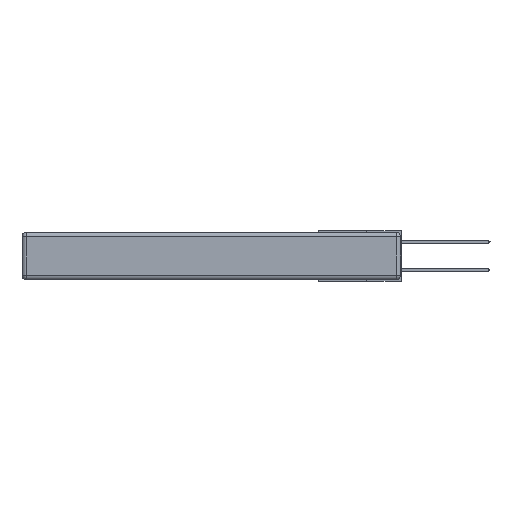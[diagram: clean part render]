
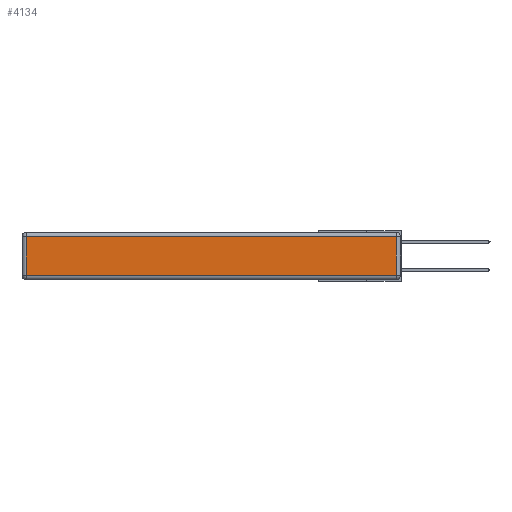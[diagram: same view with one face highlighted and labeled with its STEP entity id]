
A CAD part, left-side view. The second image highlights one B-rep face of the part: STEP entity #4134.
In plain terms, the highlighted planar face has unit normal (-1, 0, 0).
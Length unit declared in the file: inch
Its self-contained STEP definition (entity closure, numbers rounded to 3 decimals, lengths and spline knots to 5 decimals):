
#154 = CARTESIAN_POINT ( 'NONE',  ( 0., 0.03, -0.313 ) ) ;
#373 = CARTESIAN_POINT ( 'NONE',  ( 0., 0., -0.313 ) ) ;
#3417 = PLANE ( 'NONE',  #16424 ) ;
#4119 = CARTESIAN_POINT ( 'NONE',  ( 0., 2.75, -0.03 ) ) ;
#4134 = ADVANCED_FACE ( 'NONE', ( #18072 ), #3417, .T. ) ;
#5180 = DIRECTION ( 'NONE',  ( -1., 0., 0. ) ) ;
#5374 = LINE ( 'NONE', #373, #19830 ) ;
#5880 = DIRECTION ( 'NONE',  ( 0., 0., -1. ) ) ;
#5959 = VERTEX_POINT ( 'NONE', #9845 ) ;
#6249 = CARTESIAN_POINT ( 'NONE',  ( 0., 2.72, -0.313 ) ) ;
#7610 = VECTOR ( 'NONE', #12553, 39.37008 ) ;
#7897 = EDGE_LOOP ( 'NONE', ( #18225, #9926, #20260, #19568 ) ) ;
#9845 = CARTESIAN_POINT ( 'NONE',  ( 0., 2.72, -0.03 ) ) ;
#9922 = LINE ( 'NONE', #20928, #16999 ) ;
#9926 = ORIENTED_EDGE ( 'NONE', *, *, #11757, .T. ) ;
#9996 = VERTEX_POINT ( 'NONE', #154 ) ;
#10050 = CARTESIAN_POINT ( 'NONE',  ( 0., 0., -0.343 ) ) ;
#11000 = EDGE_CURVE ( 'NONE', #11863, #5959, #12032, .T. ) ;
#11204 = VECTOR ( 'NONE', #5880, 39.37008 ) ;
#11757 = EDGE_CURVE ( 'NONE', #9996, #11863, #9922, .T. ) ;
#11863 = VERTEX_POINT ( 'NONE', #19308 ) ;
#12032 = LINE ( 'NONE', #4119, #7610 ) ;
#12130 = EDGE_CURVE ( 'NONE', #5959, #19513, #18032, .T. ) ;
#12553 = DIRECTION ( 'NONE',  ( 0., 1., 0. ) ) ;
#12600 = DIRECTION ( 'NONE',  ( 0., 0., 1. ) ) ;
#13752 = DIRECTION ( 'NONE',  ( 0., -1., 0. ) ) ;
#14698 = EDGE_CURVE ( 'NONE', #19513, #9996, #5374, .T. ) ;
#15923 = CARTESIAN_POINT ( 'NONE',  ( 0., 2.72, -0.343 ) ) ;
#16424 = AXIS2_PLACEMENT_3D ( 'NONE', #10050, #5180, #21661 ) ;
#16999 = VECTOR ( 'NONE', #12600, 39.37008 ) ;
#18032 = LINE ( 'NONE', #15923, #11204 ) ;
#18072 = FACE_OUTER_BOUND ( 'NONE', #7897, .T. ) ;
#18225 = ORIENTED_EDGE ( 'NONE', *, *, #14698, .T. ) ;
#19308 = CARTESIAN_POINT ( 'NONE',  ( 0., 0.03, -0.03 ) ) ;
#19513 = VERTEX_POINT ( 'NONE', #6249 ) ;
#19568 = ORIENTED_EDGE ( 'NONE', *, *, #12130, .T. ) ;
#19830 = VECTOR ( 'NONE', #13752, 39.37008 ) ;
#20260 = ORIENTED_EDGE ( 'NONE', *, *, #11000, .T. ) ;
#20928 = CARTESIAN_POINT ( 'NONE',  ( 0., 0.03, -0.343 ) ) ;
#21661 = DIRECTION ( 'NONE',  ( 0., 0., 1. ) ) ;
